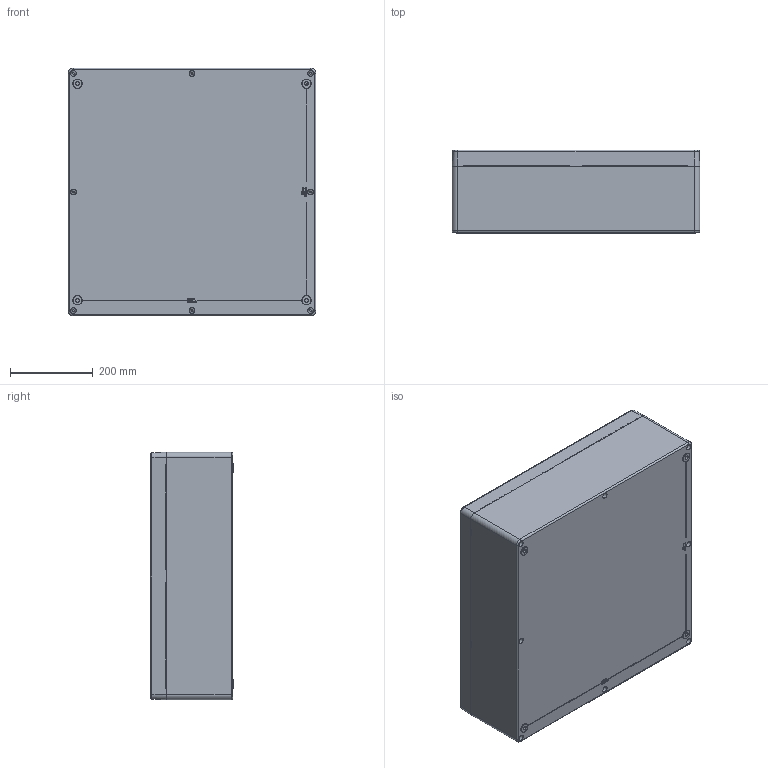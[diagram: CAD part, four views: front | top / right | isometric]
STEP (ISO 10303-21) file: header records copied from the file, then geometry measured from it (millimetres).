
FILE_DESCRIPTION(/* description */ (''),/* implementation_level */ '2;1');
FILE_NAME(/* name */ '09606020000-RST.stp',/* time_stamp */ '2021-09-06T15:07:18+02:00',/* author */ ('sl'),/* organization */ (''),/* preprocessor_version */ 'ST-DEVELOPER v16.5',/* originating_system */ 'Autodesk Inventor 2017',/* authorisation */ '');
FILE_SCHEMA (('AUTOMOTIVE_DESIGN { 1 0 10303 214 3 1 1 }'));
Products named in the file (8): Alu-Gehäuse-42-BG-0001-09_606020_000; Deckel-Alu-Gehäuse-42-BG-0002-09_606020_000; 04073_Standard; Dichtlippe-Alu-Gehäuse-42-BT-0003-09_606020_000; UT-Alu-Gehäuse-42-BG-0003-09_606020_000; UT-Alu-Gehäuse-42-BT-0002-09_606020_000; Erdung-Edelstahl-Gehäuse-01-BT-0002-20101006000; Schraube-M6x45-10
Assembly tree (18 placements, depth 3):
  Alu-Gehäuse-42-BG-0001-09_606020_000
    Deckel-Alu-Gehäuse-42-BG-0002-09_606020_000
      04073_Standard
      Erdung-Edelstahl-Gehäuse-01-BT-0002-20101006000
      Dichtlippe-Alu-Gehäuse-42-BT-0003-09_606020_000
    UT-Alu-Gehäuse-42-BG-0003-09_606020_000
      UT-Alu-Gehäuse-42-BT-0002-09_606020_000
      Erdung-Edelstahl-Gehäuse-01-BT-0002-20101006000  x4
    Schraube-M6x45-10  x8
Bounding box: 600 x 202.5 x 600 mm (x, y, z)
Volume: 8044334.2 mm3; surface area: 2449230.4 mm2
Topology: 16 solids, 16 shells, 2171 faces, 5248 edges, 3206 vertices
Faces by surface type: bspline 869, plane 608, cylinder 497, torus 102, cone 91, sphere 4
Full cylindrical faces by diameter (mm): 4.7 x5, 5 x20, 5.3 x8, 6 x8, 7 x8, 8 x5
Entity records: 114832 total; most frequent: CARTESIAN_POINT 74122, ORIENTED_EDGE 9102, DIRECTION 6976, EDGE_CURVE 4551, VERTEX_POINT 2847, AXIS2_PLACEMENT_3D 2500, EDGE_LOOP 2266, LINE 1976
